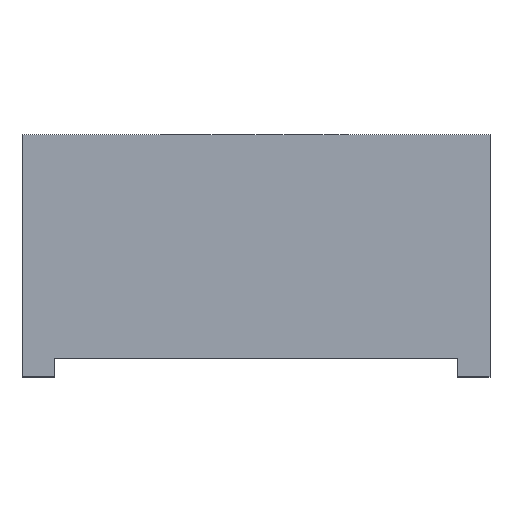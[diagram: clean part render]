
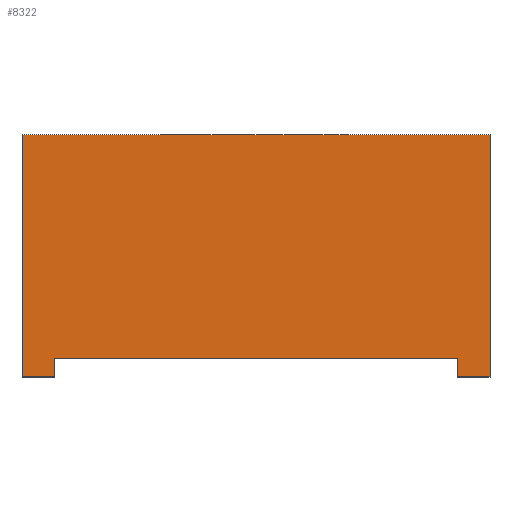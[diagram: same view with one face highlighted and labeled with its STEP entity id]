
A CAD part, top view. The second image highlights one B-rep face of the part: STEP entity #8322.
In plain terms, the highlighted free-form (B-spline) face has degree [1, 1] with [2, 2] control points.
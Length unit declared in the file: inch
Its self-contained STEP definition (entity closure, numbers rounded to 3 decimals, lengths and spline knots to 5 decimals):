
#254=DIRECTION('',(0.,-1.,0.));
#255=VECTOR('',#254,0.377);
#256=CARTESIAN_POINT('',(-0.155,0.1885,0.));
#257=LINE('',#256,#255);
#2550=DIRECTION('',(0.,-1.,0.));
#2551=VECTOR('',#2550,0.026);
#2552=CARTESIAN_POINT('',(-0.155,-0.1625,0.195));
#2553=LINE('',#2552,#2551);
#2606=DIRECTION('',(0.,-1.,0.));
#2607=VECTOR('',#2606,0.026);
#2608=CARTESIAN_POINT('',(-0.155,0.1885,0.195));
#2609=LINE('',#2608,#2607);
#3484=DIRECTION('',(0.,0.,1.));
#3485=VECTOR('',#3484,0.195);
#3486=CARTESIAN_POINT('',(-0.155,-0.1885,0.));
#3487=LINE('',#3486,#3485);
#3498=DIRECTION('',(0.,-1.,0.));
#3499=VECTOR('',#3498,0.325);
#3500=CARTESIAN_POINT('',(-0.155,0.1625,0.18));
#3501=LINE('',#3500,#3499);
#3505=DIRECTION('',(0.,0.,-1.));
#3506=VECTOR('',#3505,0.015);
#3507=CARTESIAN_POINT('',(-0.155,-0.1625,0.195));
#3508=LINE('',#3507,#3506);
#3512=DIRECTION('',(0.,0.,1.));
#3513=VECTOR('',#3512,0.195);
#3514=CARTESIAN_POINT('',(-0.155,0.1885,0.));
#3515=LINE('',#3514,#3513);
#3519=DIRECTION('',(0.,0.,-1.));
#3520=VECTOR('',#3519,0.015);
#3521=CARTESIAN_POINT('',(-0.155,0.1625,0.195));
#3522=LINE('',#3521,#3520);
#3716=CARTESIAN_POINT('',(-0.155,0.1885,0.));
#3717=CARTESIAN_POINT('',(-0.155,-0.1885,0.));
#3718=VERTEX_POINT('',#3716);
#3719=VERTEX_POINT('',#3717);
#3724=CARTESIAN_POINT('',(-0.155,0.1885,0.195));
#3725=VERTEX_POINT('',#3724);
#3726=CARTESIAN_POINT('',(-0.155,-0.1885,0.195));
#3727=VERTEX_POINT('',#3726);
#3738=CARTESIAN_POINT('',(-0.155,-0.1625,0.195));
#3740=VERTEX_POINT('',#3738);
#3750=CARTESIAN_POINT('',(-0.155,0.1625,0.18));
#3751=CARTESIAN_POINT('',(-0.155,-0.1625,0.18));
#3752=VERTEX_POINT('',#3750);
#3753=VERTEX_POINT('',#3751);
#3754=CARTESIAN_POINT('',(-0.155,0.1625,0.195));
#3755=VERTEX_POINT('',#3754);
#8305=CARTESIAN_POINT('',(-0.155,0.19604,-0.0039));
#8306=CARTESIAN_POINT('',(-0.155,0.19604,0.1989));
#8307=CARTESIAN_POINT('',(-0.155,-0.19604,-0.0039));
#8308=CARTESIAN_POINT('',(-0.155,-0.19604,0.1989));
#8309=B_SPLINE_SURFACE_WITH_KNOTS('',1,1,((#8305,#8306),(#8307,#8308)),
.UNSPECIFIED.,.F.,.F.,.F.,(2,2),(2,2),(-0.00754,0.38454),(-0.0039,0.1989),
.UNSPECIFIED.);
#8310=ORIENTED_EDGE('',*,*,#6879,.T.);
#8312=ORIENTED_EDGE('',*,*,#8311,.F.);
#8313=ORIENTED_EDGE('',*,*,#7084,.T.);
#8314=ORIENTED_EDGE('',*,*,#8297,.F.);
#8315=ORIENTED_EDGE('',*,*,#4457,.F.);
#8316=ORIENTED_EDGE('',*,*,#7177,.T.);
#8317=ORIENTED_EDGE('',*,*,#7115,.T.);
#8319=ORIENTED_EDGE('',*,*,#8318,.T.);
#8320=EDGE_LOOP('',(#8310,#8312,#8313,#8314,#8315,#8316,#8317,#8319));
#8321=FACE_OUTER_BOUND('',#8320,.F.);
#8322=ADVANCED_FACE('',(#8321),#8309,.T.);
#4457=EDGE_CURVE('',#3718,#3719,#257,.T.);
#6879=EDGE_CURVE('',#3752,#3753,#3501,.T.);
#7084=EDGE_CURVE('',#3740,#3727,#2553,.T.);
#7115=EDGE_CURVE('',#3725,#3755,#2609,.T.);
#7177=EDGE_CURVE('',#3718,#3725,#3515,.T.);
#8297=EDGE_CURVE('',#3719,#3727,#3487,.T.);
#8311=EDGE_CURVE('',#3740,#3753,#3508,.T.);
#8318=EDGE_CURVE('',#3755,#3752,#3522,.T.);
